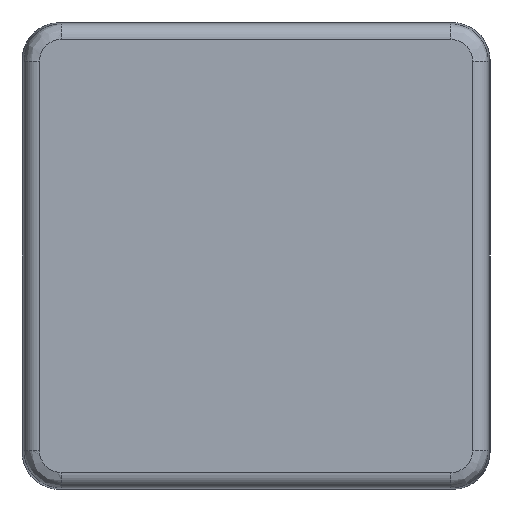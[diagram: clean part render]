
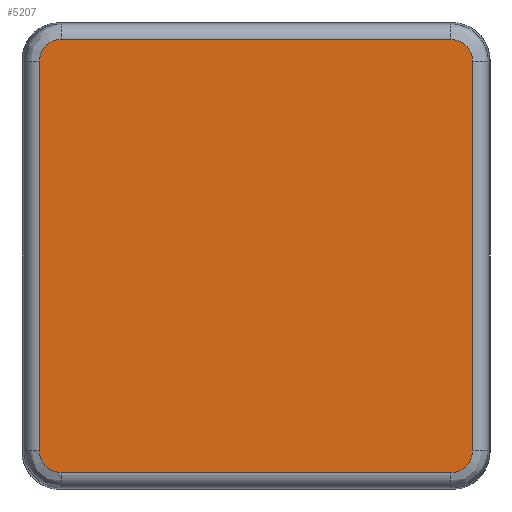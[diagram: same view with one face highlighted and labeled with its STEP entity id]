
A CAD part, front view. The second image highlights one B-rep face of the part: STEP entity #5207.
In plain terms, the highlighted planar face has unit normal (0, -1, 0).
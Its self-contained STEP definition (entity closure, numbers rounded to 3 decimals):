
#55=LINE('',#7801,#563);
#59=LINE('',#7886,#567);
#62=LINE('',#7890,#570);
#67=LINE('',#7904,#575);
#563=VECTOR('',#6196,10.);
#567=VECTOR('',#6222,10.);
#570=VECTOR('',#6227,10.);
#575=VECTOR('',#6242,10.);
#1072=ELLIPSE('',#5552,3.502,3.5);
#1073=ELLIPSE('',#5554,3.502,3.5);
#1076=ELLIPSE('',#5561,3.502,3.5);
#1079=ELLIPSE('',#5567,3.502,3.5);
#1226=PLANE('',#5585);
#1510=FACE_OUTER_BOUND('',#1836,.T.);
#1836=EDGE_LOOP('',(#3669,#3670,#3671,#3672,#3673,#3674,#3675,#3676));
#2264=VERTEX_POINT('',#7757);
#2265=VERTEX_POINT('',#7759);
#2266=VERTEX_POINT('',#7792);
#2267=VERTEX_POINT('',#7793);
#2272=VERTEX_POINT('',#7839);
#2273=VERTEX_POINT('',#7840);
#2278=VERTEX_POINT('',#7880);
#2279=VERTEX_POINT('',#7882);
#2784=EDGE_CURVE('',#2264,#2265,#1072,.T.);
#2786=EDGE_CURVE('',#2266,#2267,#1073,.T.);
#2790=EDGE_CURVE('',#2267,#2264,#55,.T.);
#2795=EDGE_CURVE('',#2272,#2273,#1076,.T.);
#2801=EDGE_CURVE('',#2278,#2279,#1079,.T.);
#2803=EDGE_CURVE('',#2273,#2278,#59,.T.);
#2806=EDGE_CURVE('',#2279,#2266,#62,.T.);
#2813=EDGE_CURVE('',#2265,#2272,#67,.T.);
#3669=ORIENTED_EDGE('',*,*,#2801,.F.);
#3670=ORIENTED_EDGE('',*,*,#2803,.F.);
#3671=ORIENTED_EDGE('',*,*,#2795,.F.);
#3672=ORIENTED_EDGE('',*,*,#2813,.F.);
#3673=ORIENTED_EDGE('',*,*,#2784,.F.);
#3674=ORIENTED_EDGE('',*,*,#2790,.F.);
#3675=ORIENTED_EDGE('',*,*,#2786,.F.);
#3676=ORIENTED_EDGE('',*,*,#2806,.F.);
#5207=ADVANCED_FACE('',(#1510),#1226,.T.);
#5552=AXIS2_PLACEMENT_3D('',#7760,#6182,#6183);
#5554=AXIS2_PLACEMENT_3D('',#7794,#6186,#6187);
#5561=AXIS2_PLACEMENT_3D('',#7841,#6204,#6205);
#5567=AXIS2_PLACEMENT_3D('',#7883,#6216,#6217);
#5585=AXIS2_PLACEMENT_3D('',#7935,#6272,#6273);
#6182=DIRECTION('center_axis',(0.,1.,0.));
#6183=DIRECTION('ref_axis',(0.707,0.,0.707));
#6186=DIRECTION('center_axis',(0.,1.,0.));
#6187=DIRECTION('ref_axis',(-0.707,0.,0.707));
#6196=DIRECTION('',(1.,0.,0.));
#6204=DIRECTION('center_axis',(0.,1.,0.));
#6205=DIRECTION('ref_axis',(0.707,0.,-0.707));
#6216=DIRECTION('center_axis',(0.,1.,0.));
#6217=DIRECTION('ref_axis',(-0.707,0.,-0.707));
#6222=DIRECTION('',(-1.,0.,0.));
#6227=DIRECTION('',(0.,0.,1.));
#6242=DIRECTION('',(0.,0.,-1.));
#6272=DIRECTION('center_axis',(0.,-1.,0.));
#6273=DIRECTION('ref_axis',(-1.,0.,0.));
#7757=CARTESIAN_POINT('',(31.576,0.,35.075));
#7759=CARTESIAN_POINT('',(35.075,0.,31.576));
#7760=CARTESIAN_POINT('Origin',(31.574,0.,31.574));
#7792=CARTESIAN_POINT('',(-35.075,0.,31.576));
#7793=CARTESIAN_POINT('',(-31.576,0.,35.075));
#7794=CARTESIAN_POINT('Origin',(-31.574,0.,
31.574));
#7801=CARTESIAN_POINT('',(18.758,0.,35.075));
#7839=CARTESIAN_POINT('',(35.075,0.,-31.576));
#7840=CARTESIAN_POINT('',(31.576,0.,-35.075));
#7841=CARTESIAN_POINT('Origin',(31.574,0.,-31.574));
#7880=CARTESIAN_POINT('',(-31.576,0.,-35.075));
#7882=CARTESIAN_POINT('',(-35.075,0.,-31.576));
#7883=CARTESIAN_POINT('Origin',(-31.574,0.,
-31.574));
#7886=CARTESIAN_POINT('',(18.758,0.,-35.075));
#7890=CARTESIAN_POINT('',(-35.075,0.,0.));
#7904=CARTESIAN_POINT('',(35.075,0.,0.));
#7935=CARTESIAN_POINT('Origin',(37.516,0.,0.));
